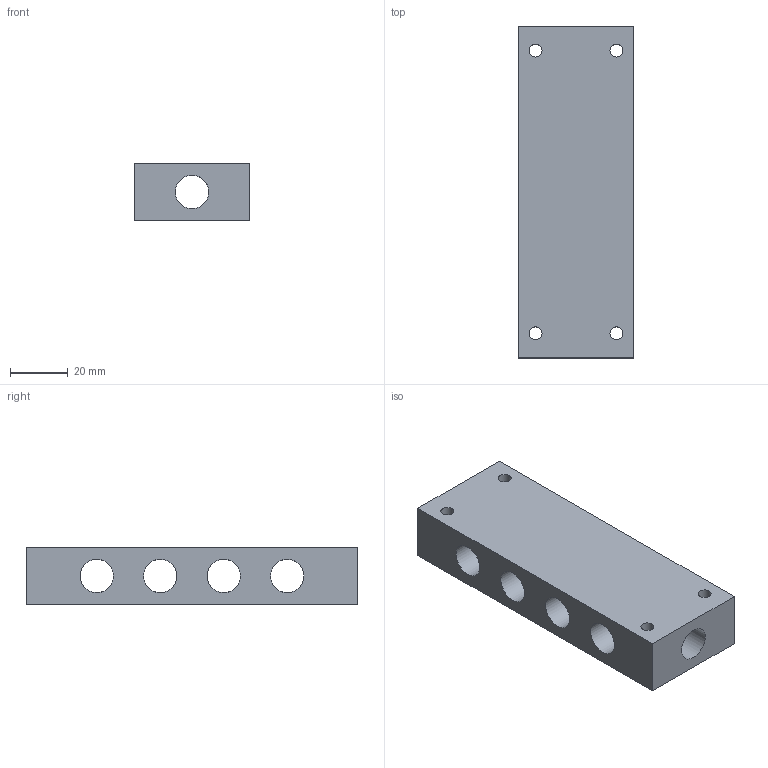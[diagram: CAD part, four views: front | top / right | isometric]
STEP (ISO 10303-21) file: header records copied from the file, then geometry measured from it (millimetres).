
FILE_DESCRIPTION(/* description */ ('RIPARTITORE 10 CONN. 1/4"'),/* implementation_level */ '2;1');
FILE_NAME(/* name */ '6_08_14-8.stp',/* time_stamp */ '2018-01-12T16:18:30+01:00',/* author */ ('Maniean1'),/* organization */ ('Pneumax S.p.A.'),/* preprocessor_version */ 'ST-DEVELOPER v16.5',/* originating_system */ 'Autodesk Inventor 2017',/* authorisation */ '');
FILE_SCHEMA (('AUTOMOTIVE_DESIGN { 1 0 10303 214 3 1 1 }'));
Length unit declared in the file: millimetre
Products named in the file (1): 6.08.14/8
Bounding box: 40 x 115 x 20 mm (x, y, z)
Volume: 65827.2 mm3; surface area: 23215.6 mm2
Topology: 1 solids, 1 shells, 23 faces, 65 edges, 36 vertices
Faces by surface type: cylinder 17, plane 6
Full cylindrical faces by diameter (mm): 4.5 x4, 11.6 x13
Entity records: 739 total; most frequent: DIRECTION 128, CARTESIAN_POINT 104, ORIENTED_EDGE 92, EDGE_LOOP 58, AXIS2_PLACEMENT_3D 58, EDGE_CURVE 46, FACE_BOUND 35, VERTEX_POINT 34
